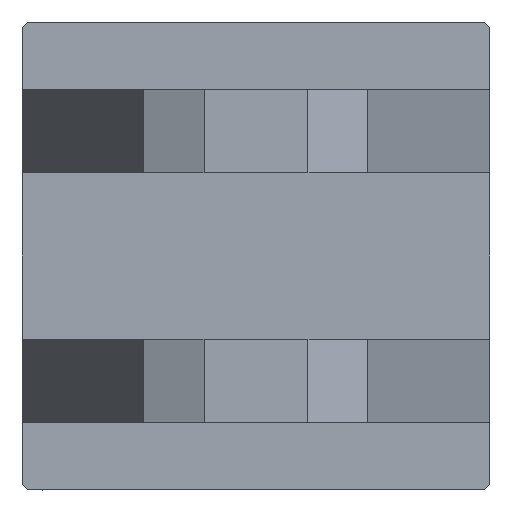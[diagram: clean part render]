
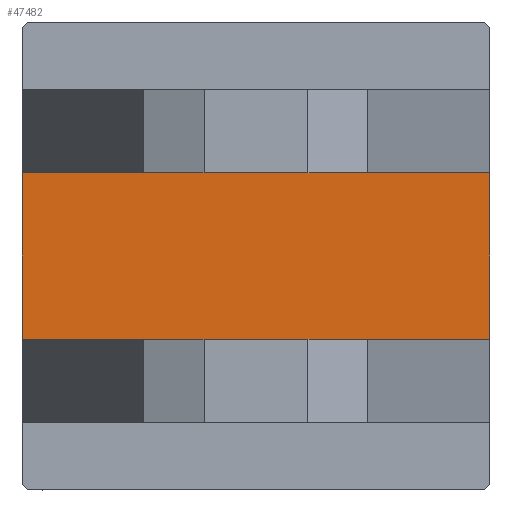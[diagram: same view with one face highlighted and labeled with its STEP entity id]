
A CAD part, left-side view. The second image highlights one B-rep face of the part: STEP entity #47482.
In plain terms, the highlighted planar face has unit normal (-1, 0, 0).
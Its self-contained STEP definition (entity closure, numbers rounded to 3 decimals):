
#1393 = VECTOR ( 'NONE', #16606, 1000. ) ;
#4074 = CARTESIAN_POINT ( 'NONE',  ( 0., 22.5, 22.5 ) ) ;
#5678 = CARTESIAN_POINT ( 'NONE',  ( 0., 8., 22.5 ) ) ;
#8389 = EDGE_CURVE ( 'NONE', #15172, #38012, #24912, .T. ) ;
#10910 = EDGE_CURVE ( 'NONE', #26606, #44409, #38481, .T. ) ;
#12771 = EDGE_CURVE ( 'NONE', #38012, #44409, #22222, .T. ) ;
#14431 = DIRECTION ( 'NONE',  ( 0., -1., 0. ) ) ;
#14767 = EDGE_CURVE ( 'NONE', #15172, #26606, #26954, .T. ) ;
#15172 = VERTEX_POINT ( 'NONE', #5678 ) ;
#16606 = DIRECTION ( 'NONE',  ( 0., 0., -1. ) ) ;
#16619 = DIRECTION ( 'NONE',  ( 0., 0., -1. ) ) ;
#17685 = PLANE ( 'NONE',  #36596 ) ;
#19129 = CARTESIAN_POINT ( 'NONE',  ( 0., -8., 22.5 ) ) ;
#21385 = CARTESIAN_POINT ( 'NONE',  ( 0., 8., 22.5 ) ) ;
#22222 = LINE ( 'NONE', #34027, #23786 ) ;
#23094 = CARTESIAN_POINT ( 'NONE',  ( 0., -8., 22.5 ) ) ;
#23428 = DIRECTION ( 'NONE',  ( 0., -1., 0. ) ) ;
#23786 = VECTOR ( 'NONE', #14431, 1000. ) ;
#23803 = EDGE_LOOP ( 'NONE', ( #46107, #32356, #44397, #45208 ) ) ;
#24912 = LINE ( 'NONE', #21385, #39852 ) ;
#25229 = CARTESIAN_POINT ( 'NONE',  ( 0., -8., -22.5 ) ) ;
#26606 = VERTEX_POINT ( 'NONE', #23094 ) ;
#26954 = LINE ( 'NONE', #4074, #35917 ) ;
#29735 = DIRECTION ( 'NONE',  ( -1., 0., 0. ) ) ;
#32356 = ORIENTED_EDGE ( 'NONE', *, *, #10910, .F. ) ;
#34027 = CARTESIAN_POINT ( 'NONE',  ( 0., 22.5, -22.5 ) ) ;
#35917 = VECTOR ( 'NONE', #23428, 1000. ) ;
#36596 = AXIS2_PLACEMENT_3D ( 'NONE', #44800, #29735, #45040 ) ;
#38012 = VERTEX_POINT ( 'NONE', #41810 ) ;
#38481 = LINE ( 'NONE', #19129, #1393 ) ;
#39852 = VECTOR ( 'NONE', #16619, 1000. ) ;
#41810 = CARTESIAN_POINT ( 'NONE',  ( 0., 8., -22.5 ) ) ;
#44397 = ORIENTED_EDGE ( 'NONE', *, *, #14767, .F. ) ;
#44409 = VERTEX_POINT ( 'NONE', #25229 ) ;
#44556 = FACE_OUTER_BOUND ( 'NONE', #23803, .T. ) ;
#44800 = CARTESIAN_POINT ( 'NONE',  ( 0., 0., 0. ) ) ;
#45040 = DIRECTION ( 'NONE',  ( 0., 0., 1. ) ) ;
#45208 = ORIENTED_EDGE ( 'NONE', *, *, #8389, .T. ) ;
#46107 = ORIENTED_EDGE ( 'NONE', *, *, #12771, .T. ) ;
#47482 = ADVANCED_FACE ( 'NONE', ( #44556 ), #17685, .T. ) ;
